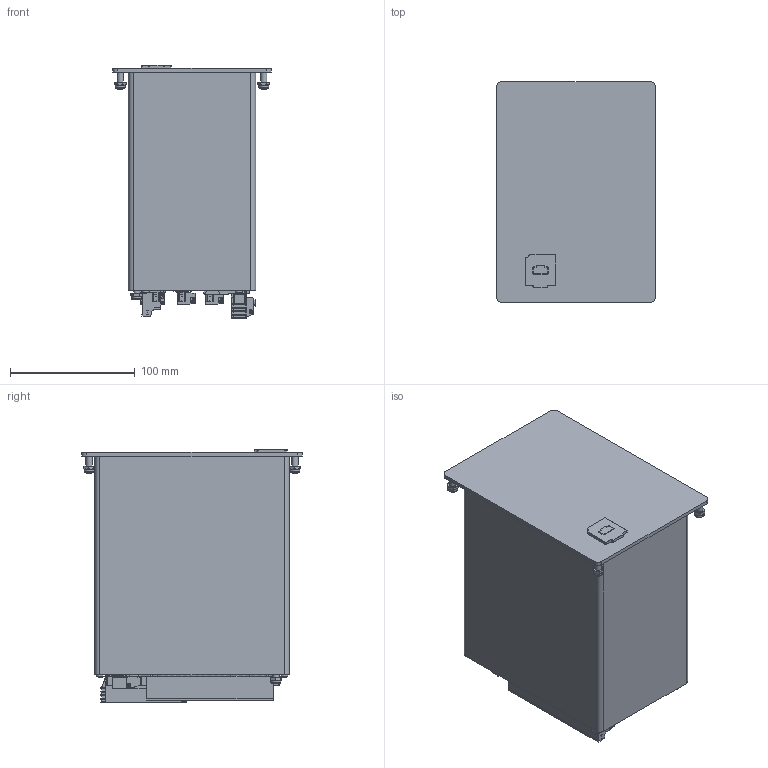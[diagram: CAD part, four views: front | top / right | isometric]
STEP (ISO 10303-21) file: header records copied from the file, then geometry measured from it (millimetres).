
FILE_DESCRIPTION(/* description */ (''),/* implementation_level */ '2;1');
FILE_NAME(/* name */ 'MVR 21x_3D CAD_20250127.stp',/* time_stamp */ '2025-01-27T15:00:16+01:00',/* author */ ('rsj'),/* organization */ (''),/* preprocessor_version */ 'ST-DEVELOPER v19.2',/* originating_system */ 'Autodesk Inventor 2023',/* authorisation */ '');
FILE_SCHEMA (('AUTOMOTIVE_DESIGN { 1 0 10303 214 3 1 1 }'));
Products named in the file (1): AQ-215-ASSEMBLY_Simplify_1
Bounding box: 127 x 177 x 203.55 mm (x, y, z)
Volume: 2807829.4 mm3; surface area: 227149.8 mm2
Topology: 4 solids, 4 shells, 5823 faces, 14999 edges, 9548 vertices
Faces by surface type: plane 4321, cylinder 1053, cone 211, torus 171, sphere 47, bspline 20
Full cylindrical faces by diameter (mm): 0.434 x3, 0.457 x4, 0.609 x2, 1.3 x10, 1.4 x40, 1.45 x5, 1.8 x6, 2.4 x6, 2.8 x5, 2.9 x5, 3.7 x20, 3.783 x40, 3.8 x6, 3.9 x6, 4 x29, 4.1 x20, 4.5 x10, 4.9 x10, 5 x10, 5.4 x8, 5.6 x4, 5.857 x5, 8 x5
Entity records: 191997 total; most frequent: CARTESIAN_POINT 42865, ORIENTED_EDGE 29918, DIRECTION 29569, EDGE_CURVE 14959, LINE 10667, VECTOR 10667, VERTEX_POINT 9544, AXIS2_PLACEMENT_3D 9451
